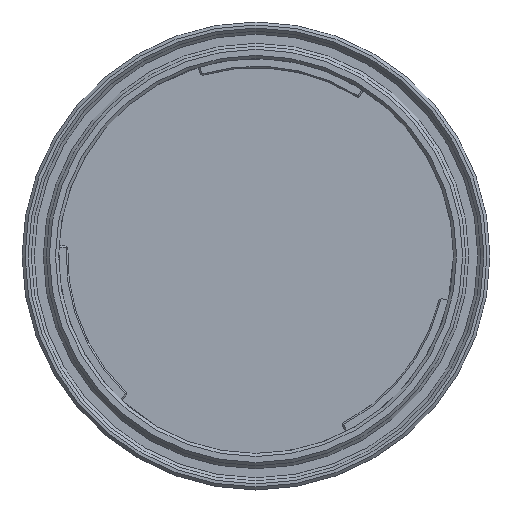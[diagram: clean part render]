
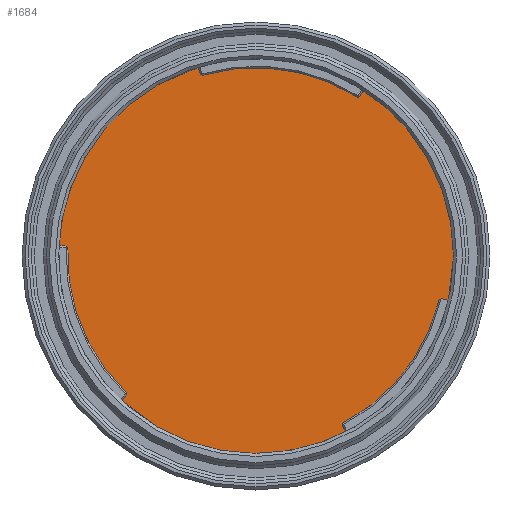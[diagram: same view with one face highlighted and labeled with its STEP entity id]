
A CAD part, top view. The second image highlights one B-rep face of the part: STEP entity #1684.
In plain terms, the highlighted planar face has unit normal (0, 0, 1).
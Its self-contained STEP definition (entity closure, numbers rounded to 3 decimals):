
#95=LINE('',#2613,#250);
#98=LINE('',#2619,#253);
#102=LINE('',#2629,#257);
#104=LINE('',#2633,#259);
#108=LINE('',#2643,#263);
#110=LINE('',#2647,#265);
#115=LINE('',#2659,#270);
#123=LINE('',#2689,#278);
#127=LINE('',#2697,#282);
#134=LINE('',#2723,#289);
#138=LINE('',#2731,#293);
#146=LINE('',#2761,#301);
#250=VECTOR('',#1984,1000.);
#253=VECTOR('',#1989,1000.);
#257=VECTOR('',#1999,1000.);
#259=VECTOR('',#2003,1000.);
#263=VECTOR('',#2013,1000.);
#265=VECTOR('',#2017,1000.);
#270=VECTOR('',#2028,1000.);
#278=VECTOR('',#2058,1000.);
#282=VECTOR('',#2064,1000.);
#289=VECTOR('',#2089,1000.);
#293=VECTOR('',#2095,1000.);
#301=VECTOR('',#2125,1000.);
#634=ORIENTED_EDGE('',*,*,#966,.F.);
#635=ORIENTED_EDGE('',*,*,#963,.T.);
#636=ORIENTED_EDGE('',*,*,#1014,.T.);
#637=ORIENTED_EDGE('',*,*,#1016,.T.);
#638=ORIENTED_EDGE('',*,*,#969,.T.);
#639=ORIENTED_EDGE('',*,*,#961,.T.);
#640=ORIENTED_EDGE('',*,*,#959,.F.);
#641=ORIENTED_EDGE('',*,*,#956,.T.);
#642=ORIENTED_EDGE('',*,*,#982,.T.);
#643=ORIENTED_EDGE('',*,*,#1017,.T.);
#644=ORIENTED_EDGE('',*,*,#986,.T.);
#645=ORIENTED_EDGE('',*,*,#954,.T.);
#646=ORIENTED_EDGE('',*,*,#952,.F.);
#647=ORIENTED_EDGE('',*,*,#949,.T.);
#648=ORIENTED_EDGE('',*,*,#997,.T.);
#649=ORIENTED_EDGE('',*,*,#1018,.T.);
#650=ORIENTED_EDGE('',*,*,#1001,.T.);
#651=ORIENTED_EDGE('',*,*,#946,.T.);
#946=EDGE_CURVE('',#1167,#1168,#95,.F.);
#949=EDGE_CURVE('',#1169,#1170,#98,.F.);
#952=EDGE_CURVE('',#1169,#1171,#1292,.F.);
#954=EDGE_CURVE('',#1172,#1171,#102,.F.);
#956=EDGE_CURVE('',#1173,#1174,#104,.F.);
#959=EDGE_CURVE('',#1173,#1175,#1293,.F.);
#961=EDGE_CURVE('',#1176,#1175,#108,.F.);
#963=EDGE_CURVE('',#1177,#1178,#110,.F.);
#966=EDGE_CURVE('',#1177,#1168,#1294,.F.);
#969=EDGE_CURVE('',#1179,#1176,#115,.T.);
#982=EDGE_CURVE('',#1174,#1187,#123,.T.);
#986=EDGE_CURVE('',#1188,#1172,#127,.T.);
#997=EDGE_CURVE('',#1170,#1195,#134,.T.);
#1001=EDGE_CURVE('',#1196,#1167,#138,.T.);
#1014=EDGE_CURVE('',#1178,#1204,#146,.T.);
#1016=EDGE_CURVE('',#1204,#1179,#1298,.T.);
#1017=EDGE_CURVE('',#1187,#1188,#1299,.T.);
#1018=EDGE_CURVE('',#1195,#1196,#1300,.T.);
#1167=VERTEX_POINT('',#2614);
#1168=VERTEX_POINT('',#2615);
#1169=VERTEX_POINT('',#2620);
#1170=VERTEX_POINT('',#2621);
#1171=VERTEX_POINT('',#2626);
#1172=VERTEX_POINT('',#2630);
#1173=VERTEX_POINT('',#2634);
#1174=VERTEX_POINT('',#2635);
#1175=VERTEX_POINT('',#2640);
#1176=VERTEX_POINT('',#2644);
#1177=VERTEX_POINT('',#2648);
#1178=VERTEX_POINT('',#2649);
#1179=VERTEX_POINT('',#2656);
#1187=VERTEX_POINT('',#2690);
#1188=VERTEX_POINT('',#2694);
#1195=VERTEX_POINT('',#2724);
#1196=VERTEX_POINT('',#2728);
#1204=VERTEX_POINT('',#2762);
#1292=CIRCLE('',#1787,31.);
#1293=CIRCLE('',#1791,31.);
#1294=CIRCLE('',#1795,31.);
#1298=CIRCLE('',#1831,32.5);
#1299=CIRCLE('',#1832,32.5);
#1300=CIRCLE('',#1833,32.5);
#1375=EDGE_LOOP('',(#634,#635,#636,#637,#638,#639,#640,#641,#642,#643,#644,
#645,#646,#647,#648,#649,#650,#651));
#1499=FACE_BOUND('',#1375,.T.);
#1591=PLANE('',#1830);
#1684=ADVANCED_FACE('',(#1499),#1591,.T.);
#1787=AXIS2_PLACEMENT_3D('',#2625,#1994,#1995);
#1791=AXIS2_PLACEMENT_3D('',#2639,#2008,#2009);
#1795=AXIS2_PLACEMENT_3D('',#2653,#2022,#2023);
#1830=AXIS2_PLACEMENT_3D('',#2764,#2127,#2128);
#1831=AXIS2_PLACEMENT_3D('',#2765,#2129,#2130);
#1832=AXIS2_PLACEMENT_3D('',#2766,#2131,#2132);
#1833=AXIS2_PLACEMENT_3D('',#2767,#2133,#2134);
#1984=DIRECTION('',(0.977,0.212,0.));
#1989=DIRECTION('',(-0.973,0.229,0.));
#1994=DIRECTION('',(0.,0.,1.));
#1995=DIRECTION('',(1.,0.,0.));
#1999=DIRECTION('',(-0.305,-0.952,0.));
#2003=DIRECTION('',(0.685,0.729,0.));
#2008=DIRECTION('',(0.,0.,1.));
#2009=DIRECTION('',(1.,0.,0.));
#2013=DIRECTION('',(-0.672,0.74,0.));
#2017=DIRECTION('',(0.289,-0.957,0.));
#2022=DIRECTION('',(0.,0.,1.));
#2023=DIRECTION('',(1.,0.,0.));
#2028=DIRECTION('',(0.999,-0.052,0.));
#2058=DIRECTION('',(-0.999,-0.035,0.));
#2064=DIRECTION('',(-0.454,0.891,0.));
#2089=DIRECTION('',(0.53,-0.848,0.));
#2095=DIRECTION('',(-0.545,-0.839,0.));
#2125=DIRECTION('',(0.469,0.883,0.));
#2127=DIRECTION('',(0.,0.,1.));
#2128=DIRECTION('',(1.,0.,0.));
#2129=DIRECTION('',(0.,0.,1.));
#2130=DIRECTION('',(1.,0.,0.));
#2131=DIRECTION('',(0.,0.,1.));
#2132=DIRECTION('',(1.,0.,0.));
#2133=DIRECTION('',(0.,0.,1.));
#2134=DIRECTION('',(1.,0.,0.));
#2613=CARTESIAN_POINT('',(16.674,26.134,-12.15));
#2614=CARTESIAN_POINT('',(17.021,26.209,-12.15));
#2615=CARTESIAN_POINT('',(16.674,26.134,-12.15));
#2619=CARTESIAN_POINT('',(16.561,-26.502,-12.15));
#2620=CARTESIAN_POINT('',(16.215,-26.421,-12.15));
#2621=CARTESIAN_POINT('',(16.561,-26.502,-12.15));
#2625=CARTESIAN_POINT('',(0.,0.,-12.15));
#2626=CARTESIAN_POINT('',(14.296,-27.507,-12.15));
#2629=CARTESIAN_POINT('',(14.296,-27.507,-12.15));
#2630=CARTESIAN_POINT('',(14.188,-27.845,-12.15));
#2633=CARTESIAN_POINT('',(-31.232,-1.091,-12.15));
#2634=CARTESIAN_POINT('',(-30.989,-0.832,-12.15));
#2635=CARTESIAN_POINT('',(-31.232,-1.091,-12.15));
#2639=CARTESIAN_POINT('',(0.,0.,-12.15));
#2640=CARTESIAN_POINT('',(-30.97,1.373,-12.15));
#2643=CARTESIAN_POINT('',(-30.97,1.373,-12.15));
#2644=CARTESIAN_POINT('',(-31.208,1.636,-12.15));
#2647=CARTESIAN_POINT('',(14.671,27.593,-12.15));
#2648=CARTESIAN_POINT('',(14.774,27.253,-12.15));
#2649=CARTESIAN_POINT('',(14.671,27.593,-12.15));
#2653=CARTESIAN_POINT('',(0.,0.,-12.15));
#2656=CARTESIAN_POINT('',(-32.455,1.701,-12.15));
#2659=CARTESIAN_POINT('',(-32.455,1.701,-12.15));
#2689=CARTESIAN_POINT('',(-32.48,-1.134,-12.15));
#2690=CARTESIAN_POINT('',(-32.48,-1.134,-12.15));
#2694=CARTESIAN_POINT('',(14.755,-28.958,-12.15));
#2697=CARTESIAN_POINT('',(14.755,-28.958,-12.15));
#2723=CARTESIAN_POINT('',(17.222,-27.562,-12.15));
#2724=CARTESIAN_POINT('',(17.222,-27.562,-12.15));
#2728=CARTESIAN_POINT('',(17.701,27.257,-12.15));
#2731=CARTESIAN_POINT('',(17.701,27.257,-12.15));
#2761=CARTESIAN_POINT('',(15.258,28.696,-12.15));
#2762=CARTESIAN_POINT('',(15.258,28.696,-12.15));
#2764=CARTESIAN_POINT('',(0.,0.,-12.15));
#2765=CARTESIAN_POINT('',(0.,0.,-12.15));
#2766=CARTESIAN_POINT('',(0.,0.,-12.15));
#2767=CARTESIAN_POINT('',(0.,0.,-12.15));
